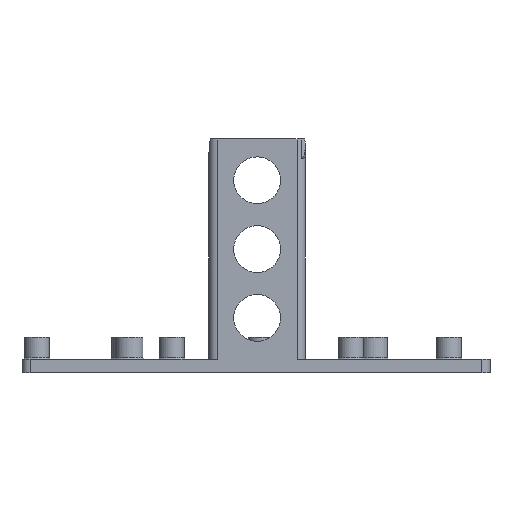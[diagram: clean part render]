
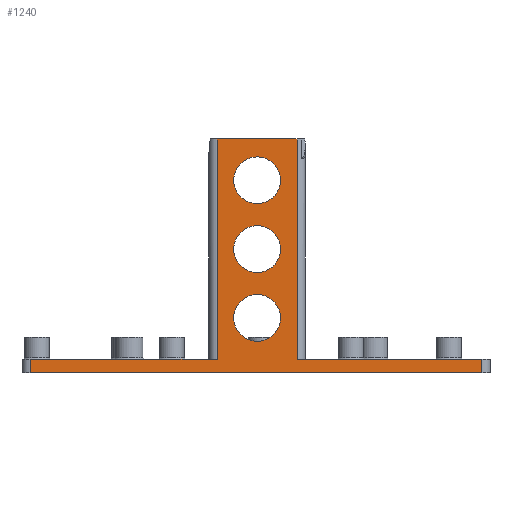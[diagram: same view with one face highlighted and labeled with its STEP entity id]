
A CAD part, front view. The second image highlights one B-rep face of the part: STEP entity #1240.
In plain terms, the highlighted planar face has unit normal (0, -1, 0).
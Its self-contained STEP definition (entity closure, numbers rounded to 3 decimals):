
#74=FACE_BOUND('',#264,.T.);
#75=FACE_BOUND('',#265,.T.);
#76=FACE_BOUND('',#266,.T.);
#116=PLANE('',#1373);
#169=FACE_OUTER_BOUND('',#263,.T.);
#263=EDGE_LOOP('',(#1014,#1015,#1016,#1017,#1018,#1019,#1020,#1021));
#264=EDGE_LOOP('',(#1022));
#265=EDGE_LOOP('',(#1023));
#266=EDGE_LOOP('',(#1024));
#341=LINE('',#1892,#418);
#347=LINE('',#1911,#424);
#354=LINE('',#1973,#431);
#358=LINE('',#2002,#435);
#380=LINE('',#2086,#457);
#381=LINE('',#2089,#458);
#382=LINE('',#2090,#459);
#383=LINE('',#2091,#460);
#418=VECTOR('',#1475,10.);
#424=VECTOR('',#1489,10.);
#431=VECTOR('',#1558,10.);
#435=VECTOR('',#1570,10.);
#457=VECTOR('',#1674,10.);
#458=VECTOR('',#1677,10.);
#459=VECTOR('',#1678,10.);
#460=VECTOR('',#1679,10.);
#543=CIRCLE('',#1374,8.5);
#544=CIRCLE('',#1375,8.5);
#545=CIRCLE('',#1376,8.5);
#580=VERTEX_POINT('',#1877);
#586=VERTEX_POINT('',#1889);
#587=VERTEX_POINT('',#1891);
#596=VERTEX_POINT('',#1909);
#619=VERTEX_POINT('',#1969);
#625=VERTEX_POINT('',#2001);
#646=VERTEX_POINT('',#2084);
#647=VERTEX_POINT('',#2088);
#648=VERTEX_POINT('',#2092);
#649=VERTEX_POINT('',#2094);
#650=VERTEX_POINT('',#2096);
#696=EDGE_CURVE('',#586,#587,#341,.T.);
#706=EDGE_CURVE('',#596,#580,#347,.T.);
#736=EDGE_CURVE('',#580,#619,#354,.T.);
#742=EDGE_CURVE('',#625,#596,#358,.T.);
#785=EDGE_CURVE('',#646,#586,#380,.T.);
#786=EDGE_CURVE('',#647,#625,#381,.T.);
#787=EDGE_CURVE('',#587,#647,#382,.T.);
#788=EDGE_CURVE('',#619,#646,#383,.F.);
#789=EDGE_CURVE('',#648,#648,#543,.T.);
#790=EDGE_CURVE('',#649,#649,#544,.T.);
#791=EDGE_CURVE('',#650,#650,#545,.T.);
#1014=ORIENTED_EDGE('',*,*,#742,.F.);
#1015=ORIENTED_EDGE('',*,*,#786,.F.);
#1016=ORIENTED_EDGE('',*,*,#787,.F.);
#1017=ORIENTED_EDGE('',*,*,#696,.F.);
#1018=ORIENTED_EDGE('',*,*,#785,.F.);
#1019=ORIENTED_EDGE('',*,*,#788,.F.);
#1020=ORIENTED_EDGE('',*,*,#736,.F.);
#1021=ORIENTED_EDGE('',*,*,#706,.F.);
#1022=ORIENTED_EDGE('',*,*,#789,.T.);
#1023=ORIENTED_EDGE('',*,*,#790,.T.);
#1024=ORIENTED_EDGE('',*,*,#791,.T.);
#1240=ADVANCED_FACE('',(#169,#74,#75,#76),#116,.T.);
#1373=AXIS2_PLACEMENT_3D('',#2087,#1675,#1676);
#1374=AXIS2_PLACEMENT_3D('',#2093,#1680,#1681);
#1375=AXIS2_PLACEMENT_3D('',#2095,#1682,#1683);
#1376=AXIS2_PLACEMENT_3D('',#2097,#1684,#1685);
#1475=DIRECTION('',(1.,0.,0.));
#1489=DIRECTION('',(1.,0.,0.));
#1558=DIRECTION('',(0.,0.,-1.));
#1570=DIRECTION('',(0.,0.,-1.));
#1674=DIRECTION('',(0.,0.,1.));
#1675=DIRECTION('center_axis',(0.,-1.,0.));
#1676=DIRECTION('ref_axis',(1.,0.,0.));
#1677=DIRECTION('',(1.,0.,0.));
#1678=DIRECTION('',(0.,0.,1.));
#1679=DIRECTION('',(1.,0.,0.));
#1680=DIRECTION('center_axis',(0.,1.,0.));
#1681=DIRECTION('ref_axis',(1.,0.,0.));
#1682=DIRECTION('center_axis',(0.,1.,0.));
#1683=DIRECTION('ref_axis',(1.,0.,0.));
#1684=DIRECTION('center_axis',(0.,1.,0.));
#1685=DIRECTION('ref_axis',(1.,0.,0.));
#1877=CARTESIAN_POINT('',(167.,0.,5.));
#1889=CARTESIAN_POINT('',(3.,0.,5.));
#1891=CARTESIAN_POINT('',(70.896,0.,5.));
#1892=CARTESIAN_POINT('',(0.,0.,5.));
#1909=CARTESIAN_POINT('',(99.896,0.,5.));
#1911=CARTESIAN_POINT('',(93.948,0.,5.));
#1969=CARTESIAN_POINT('',(167.,0.,0.));
#1973=CARTESIAN_POINT('',(167.,0.,2.5));
#2001=CARTESIAN_POINT('',(99.896,0.,85.));
#2002=CARTESIAN_POINT('',(99.896,0.,2.5));
#2084=CARTESIAN_POINT('',(3.,0.,0.));
#2086=CARTESIAN_POINT('',(3.,0.,0.));
#2087=CARTESIAN_POINT('Origin',(0.,0.,0.));
#2088=CARTESIAN_POINT('',(70.896,0.,85.));
#2089=CARTESIAN_POINT('',(67.896,0.,85.));
#2090=CARTESIAN_POINT('',(70.896,0.,2.5));
#2091=CARTESIAN_POINT('',(93.948,0.,0.));
#2092=CARTESIAN_POINT('',(76.896,0.,20.));
#2093=CARTESIAN_POINT('Origin',(85.396,0.,20.));
#2094=CARTESIAN_POINT('',(76.896,0.,45.));
#2095=CARTESIAN_POINT('Origin',(85.396,0.,45.));
#2096=CARTESIAN_POINT('',(76.896,0.,70.));
#2097=CARTESIAN_POINT('Origin',(85.396,0.,70.));
